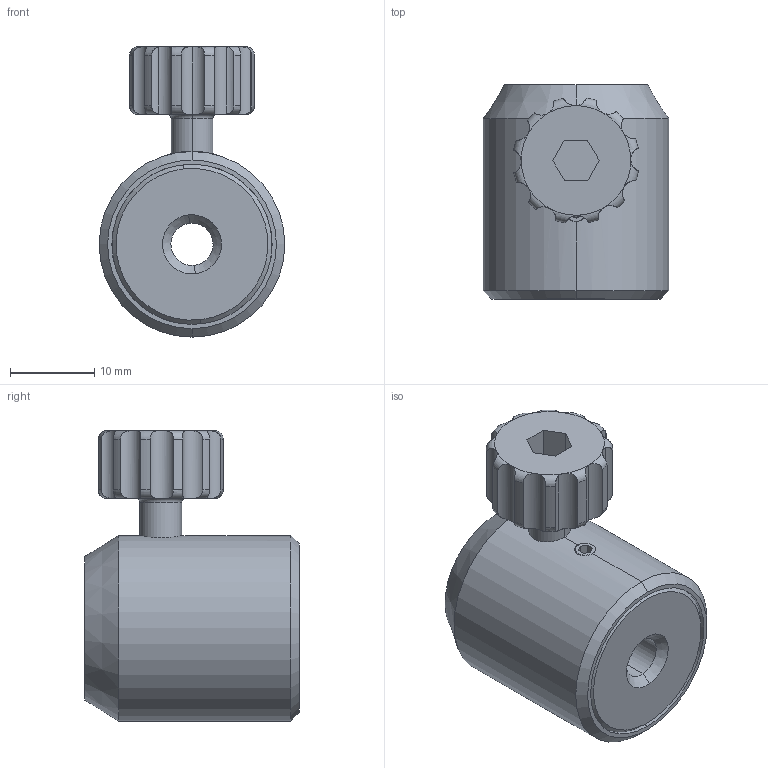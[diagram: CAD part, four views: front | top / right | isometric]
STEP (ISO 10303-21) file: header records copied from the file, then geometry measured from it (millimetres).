
FILE_DESCRIPTION (( 'STEP AP203' ), '1' );
FILE_NAME ('03MPH-1-A.STEP', '2016-12-15T06:59:35', ( '' ), ( '' ), 'SwSTEP 2.0', 'SolidWorks 2016', '' );
FILE_SCHEMA (( 'CONFIG_CONTROL_DESIGN' ));
Length unit declared in the file: millimetre
Products named in the file (1): 03MPH-1-A
Bounding box: 22 x 25.4 x 34.4 mm (x, y, z)
Volume: 8227.7 mm3; surface area: 5394.8 mm2
Topology: 6 solids, 6 shells, 126 faces, 296 edges, 182 vertices
Faces by surface type: cylinder 49, torus 26, plane 25, cone 20, sphere 4, bspline 2
Entity records: 5260 total; most frequent: CARTESIAN_POINT 2381, ORIENTED_EDGE 582, DIRECTION 581, EDGE_CURVE 291, AXIS2_PLACEMENT_3D 237, VERTEX_POINT 179, EDGE_LOOP 136, ADVANCED_FACE 126
